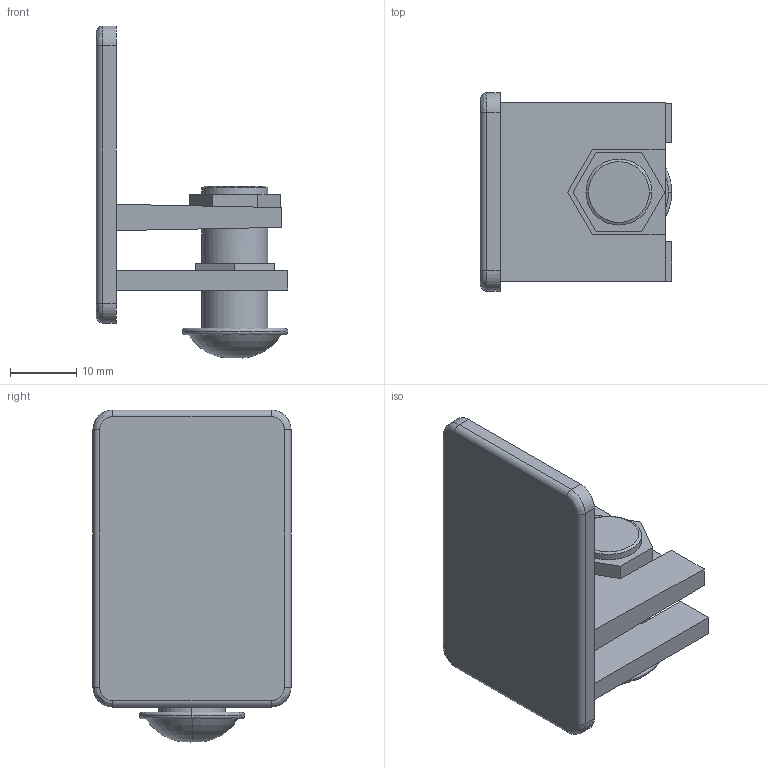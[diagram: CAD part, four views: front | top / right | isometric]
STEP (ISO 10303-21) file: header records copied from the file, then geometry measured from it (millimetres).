
FILE_DESCRIPTION (( 'STEP AP214' ), '1' );
FILE_NAME ('6728101', '2019-01-31T12:06:19', ( '' ), ('JUGARD+KÜNSTNER GmbH'), 'SwSTEP 2.0', 'SolidWorks 2017', '' );
FILE_SCHEMA (( 'AUTOMOTIVE_DESIGN' ));
Length unit declared in the file: millimetre
Products named in the file (1): 6728101_CNAJF00
Bounding box: 29 x 30 x 50.29 mm (x, y, z)
Volume: 9994.5 mm3; surface area: 7086.6 mm2
Topology: 1 solids, 1 shells, 73 faces, 177 edges, 113 vertices
Faces by surface type: plane 47, cylinder 14, bspline 8, cone 2, torus 2
Entity records: 2667 total; most frequent: CARTESIAN_POINT 588, ORIENTED_EDGE 350, DIRECTION 331, EDGE_CURVE 175, LINE 123, VECTOR 123, VERTEX_POINT 113, AXIS2_PLACEMENT_3D 104
